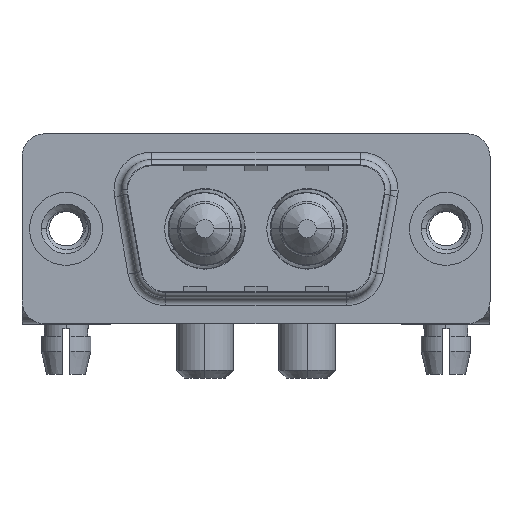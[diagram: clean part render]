
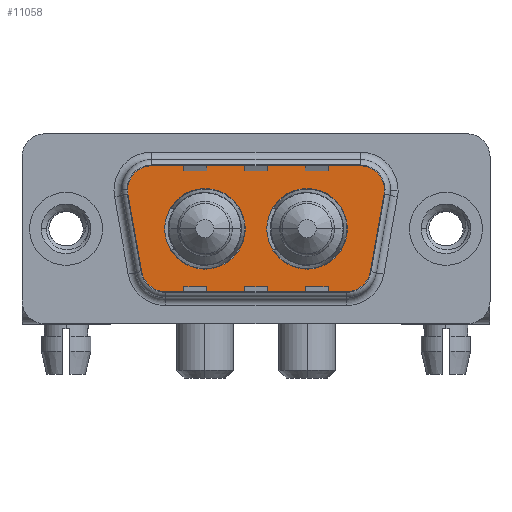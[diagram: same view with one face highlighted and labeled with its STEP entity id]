
A CAD part, top view. The second image highlights one B-rep face of the part: STEP entity #11058.
In plain terms, the highlighted planar face has unit normal (0, 0, 1).
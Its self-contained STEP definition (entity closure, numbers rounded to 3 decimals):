
#273 = VERTEX_POINT ( 'NONE', #9271 ) ;
#351 = DIRECTION ( 'NONE',  ( 0., 0., 1. ) ) ;
#375 = CIRCLE ( 'NONE', #825, 2. ) ;
#420 = DIRECTION ( 'NONE',  ( 1., 0., 0. ) ) ;
#438 = DIRECTION ( 'NONE',  ( 1., 0., 0. ) ) ;
#548 = EDGE_CURVE ( 'NONE', #584, #12566, #8571, .T. ) ;
#584 = VERTEX_POINT ( 'NONE', #13073 ) ;
#825 = AXIS2_PLACEMENT_3D ( 'NONE', #8108, #2535, #420 ) ;
#873 = LINE ( 'NONE', #5174, #9757 ) ;
#938 = ORIENTED_EDGE ( 'NONE', *, *, #11324, .F. ) ;
#1076 = DIRECTION ( 'NONE',  ( 1., 0., 0. ) ) ;
#1129 = CIRCLE ( 'NONE', #13059, 2. ) ;
#1134 = CARTESIAN_POINT ( 'NONE',  ( 4.489, -3.247, 0. ) ) ;
#1300 = EDGE_CURVE ( 'NONE', #6434, #273, #3504, .T. ) ;
#1501 = CARTESIAN_POINT ( 'NONE',  ( 9.14, 0., 0. ) ) ;
#1569 = DIRECTION ( 'NONE',  ( 0., 0., 1. ) ) ;
#1611 = DIRECTION ( 'NONE',  ( -1., 0., 0. ) ) ;
#1626 = DIRECTION ( 'NONE',  ( 0., 0., 1. ) ) ;
#1747 = ORIENTED_EDGE ( 'NONE', *, *, #1300, .T. ) ;
#1752 = AXIS2_PLACEMENT_3D ( 'NONE', #13810, #8313, #8177 ) ;
#2018 = VERTEX_POINT ( 'NONE', #4211 ) ;
#2020 = ORIENTED_EDGE ( 'NONE', *, *, #7810, .F. ) ;
#2036 = EDGE_CURVE ( 'NONE', #6506, #2188, #8439, .T. ) ;
#2188 = VERTEX_POINT ( 'NONE', #11048 ) ;
#2216 = DIRECTION ( 'NONE',  ( 0.174, -0.985, 0. ) ) ;
#2270 = PLANE ( 'NONE',  #13655 ) ;
#2275 = VERTEX_POINT ( 'NONE', #4920 ) ;
#2306 = CARTESIAN_POINT ( 'NONE',  ( 21.534, 2.553, 0. ) ) ;
#2422 = CARTESIAN_POINT ( 'NONE',  ( 5.436, 2.9, 0. ) ) ;
#2489 = EDGE_CURVE ( 'NONE', #2018, #6434, #6465, .T. ) ;
#2535 = DIRECTION ( 'NONE',  ( 0., 0., 1. ) ) ;
#2593 = ORIENTED_EDGE ( 'NONE', *, *, #5031, .F. ) ;
#2746 = AXIS2_PLACEMENT_3D ( 'NONE', #1501, #7914, #438 ) ;
#2914 = ORIENTED_EDGE ( 'NONE', *, *, #5493, .T. ) ;
#3095 = AXIS2_PLACEMENT_3D ( 'NONE', #9158, #351, #13464 ) ;
#3199 = DIRECTION ( 'NONE',  ( -1., 0., 0. ) ) ;
#3227 = EDGE_LOOP ( 'NONE', ( #2020, #938 ) ) ;
#3250 = LINE ( 'NONE', #7568, #11130 ) ;
#3259 = VERTEX_POINT ( 'NONE', #8084 ) ;
#3293 = DIRECTION ( 'NONE',  ( 0., 0., 1. ) ) ;
#3449 = FACE_BOUND ( 'NONE', #3227, .T. ) ;
#3504 = CIRCLE ( 'NONE', #9571, 2. ) ;
#3623 = CARTESIAN_POINT ( 'NONE',  ( 5.436, 4.9, 0. ) ) ;
#4188 = CARTESIAN_POINT ( 'NONE',  ( 13.21, 0., 0. ) ) ;
#4211 = CARTESIAN_POINT ( 'NONE',  ( 20.511, -3.247, 0. ) ) ;
#4644 = VERTEX_POINT ( 'NONE', #5103 ) ;
#4735 = ORIENTED_EDGE ( 'NONE', *, *, #2489, .T. ) ;
#4767 = ORIENTED_EDGE ( 'NONE', *, *, #2036, .F. ) ;
#4881 = DIRECTION ( 'NONE',  ( 1., 0., 0. ) ) ;
#4920 = CARTESIAN_POINT ( 'NONE',  ( 18.51, 0., 0. ) ) ;
#5031 = EDGE_CURVE ( 'NONE', #2188, #6506, #7030, .T. ) ;
#5103 = CARTESIAN_POINT ( 'NONE',  ( 18.541, -4.9, 0. ) ) ;
#5174 = CARTESIAN_POINT ( 'NONE',  ( 6.459, -4.9, 0. ) ) ;
#5493 = EDGE_CURVE ( 'NONE', #273, #584, #12220, .T. ) ;
#5802 = DIRECTION ( 'NONE',  ( 0., 0., 1. ) ) ;
#6007 = VECTOR ( 'NONE', #3199, 1000. ) ;
#6141 = EDGE_LOOP ( 'NONE', ( #11399, #4735, #1747, #2914, #10164, #9403, #13187, #11932, #10840 ) ) ;
#6434 = VERTEX_POINT ( 'NONE', #7072 ) ;
#6465 = LINE ( 'NONE', #2306, #11387 ) ;
#6506 = VERTEX_POINT ( 'NONE', #9515 ) ;
#6561 = CARTESIAN_POINT ( 'NONE',  ( 18.541, -2.9, 0. ) ) ;
#6795 = CARTESIAN_POINT ( 'NONE',  ( 15.86, 0., 0. ) ) ;
#7030 = CIRCLE ( 'NONE', #2746, 2.65 ) ;
#7072 = CARTESIAN_POINT ( 'NONE',  ( 21.534, 2.553, 0. ) ) ;
#7086 = AXIS2_PLACEMENT_3D ( 'NONE', #7677, #3293, #13883 ) ;
#7568 = CARTESIAN_POINT ( 'NONE',  ( 3.466, 2.553, 0. ) ) ;
#7576 = CARTESIAN_POINT ( 'NONE',  ( 6.459, -4.9, 0. ) ) ;
#7616 = VERTEX_POINT ( 'NONE', #7576 ) ;
#7677 = CARTESIAN_POINT ( 'NONE',  ( 9.14, 0., 0. ) ) ;
#7704 = EDGE_CURVE ( 'NONE', #12566, #3259, #1129, .T. ) ;
#7752 = FACE_OUTER_BOUND ( 'NONE', #6141, .T. ) ;
#7772 = DIRECTION ( 'NONE',  ( 1., 0., 0. ) ) ;
#7810 = EDGE_CURVE ( 'NONE', #2275, #10444, #13739, .T. ) ;
#7914 = DIRECTION ( 'NONE',  ( 0., 0., 1. ) ) ;
#7949 = DIRECTION ( 'NONE',  ( 0., 0., 1. ) ) ;
#8084 = CARTESIAN_POINT ( 'NONE',  ( 3.466, 2.553, 0. ) ) ;
#8108 = CARTESIAN_POINT ( 'NONE',  ( 18.541, -2.9, 0. ) ) ;
#8166 = EDGE_CURVE ( 'NONE', #9567, #7616, #9618, .T. ) ;
#8177 = DIRECTION ( 'NONE',  ( 1., 0., 0. ) ) ;
#8313 = DIRECTION ( 'NONE',  ( 0., 0., 1. ) ) ;
#8401 = AXIS2_PLACEMENT_3D ( 'NONE', #13303, #7949, #1611 ) ;
#8439 = CIRCLE ( 'NONE', #7086, 2.65 ) ;
#8571 = LINE ( 'NONE', #12864, #6007 ) ;
#8928 = EDGE_CURVE ( 'NONE', #7616, #4644, #873, .T. ) ;
#9090 = EDGE_CURVE ( 'NONE', #3259, #9567, #3250, .T. ) ;
#9158 = CARTESIAN_POINT ( 'NONE',  ( 6.459, -2.9, 0. ) ) ;
#9271 = CARTESIAN_POINT ( 'NONE',  ( 21.564, 2.9, 0. ) ) ;
#9403 = ORIENTED_EDGE ( 'NONE', *, *, #7704, .T. ) ;
#9425 = EDGE_LOOP ( 'NONE', ( #2593, #4767 ) ) ;
#9515 = CARTESIAN_POINT ( 'NONE',  ( 6.49, 0., 0. ) ) ;
#9567 = VERTEX_POINT ( 'NONE', #1134 ) ;
#9571 = AXIS2_PLACEMENT_3D ( 'NONE', #11349, #1569, #10281 ) ;
#9618 = CIRCLE ( 'NONE', #3095, 2. ) ;
#9757 = VECTOR ( 'NONE', #1076, 1000. ) ;
#9898 = AXIS2_PLACEMENT_3D ( 'NONE', #6795, #5802, #4881 ) ;
#9950 = DIRECTION ( 'NONE',  ( 0., 0., 1. ) ) ;
#9991 = DIRECTION ( 'NONE',  ( 1., 0., 0. ) ) ;
#10164 = ORIENTED_EDGE ( 'NONE', *, *, #548, .T. ) ;
#10281 = DIRECTION ( 'NONE',  ( -1., 0., 0. ) ) ;
#10444 = VERTEX_POINT ( 'NONE', #4188 ) ;
#10840 = ORIENTED_EDGE ( 'NONE', *, *, #8928, .T. ) ;
#11048 = CARTESIAN_POINT ( 'NONE',  ( 11.79, 0., 0. ) ) ;
#11058 = ADVANCED_FACE ( 'NONE', ( #3449, #11908, #7752 ), #2270, .T. ) ;
#11130 = VECTOR ( 'NONE', #2216, 1000. ) ;
#11162 = EDGE_CURVE ( 'NONE', #4644, #2018, #375, .T. ) ;
#11324 = EDGE_CURVE ( 'NONE', #10444, #2275, #11413, .T. ) ;
#11349 = CARTESIAN_POINT ( 'NONE',  ( 19.564, 2.9, 0. ) ) ;
#11387 = VECTOR ( 'NONE', #13014, 1000. ) ;
#11399 = ORIENTED_EDGE ( 'NONE', *, *, #11162, .T. ) ;
#11413 = CIRCLE ( 'NONE', #1752, 2.65 ) ;
#11908 = FACE_BOUND ( 'NONE', #9425, .T. ) ;
#11932 = ORIENTED_EDGE ( 'NONE', *, *, #8166, .T. ) ;
#12220 = CIRCLE ( 'NONE', #8401, 2. ) ;
#12566 = VERTEX_POINT ( 'NONE', #3623 ) ;
#12864 = CARTESIAN_POINT ( 'NONE',  ( 5.436, 4.9, 0. ) ) ;
#13014 = DIRECTION ( 'NONE',  ( 0.174, 0.985, 0. ) ) ;
#13059 = AXIS2_PLACEMENT_3D ( 'NONE', #2422, #9950, #7772 ) ;
#13073 = CARTESIAN_POINT ( 'NONE',  ( 19.564, 4.9, 0. ) ) ;
#13187 = ORIENTED_EDGE ( 'NONE', *, *, #9090, .T. ) ;
#13303 = CARTESIAN_POINT ( 'NONE',  ( 19.564, 2.9, 0. ) ) ;
#13464 = DIRECTION ( 'NONE',  ( -1., 0., 0. ) ) ;
#13655 = AXIS2_PLACEMENT_3D ( 'NONE', #6561, #1626, #9991 ) ;
#13739 = CIRCLE ( 'NONE', #9898, 2.65 ) ;
#13810 = CARTESIAN_POINT ( 'NONE',  ( 15.86, 0., 0. ) ) ;
#13883 = DIRECTION ( 'NONE',  ( 1., 0., 0. ) ) ;
